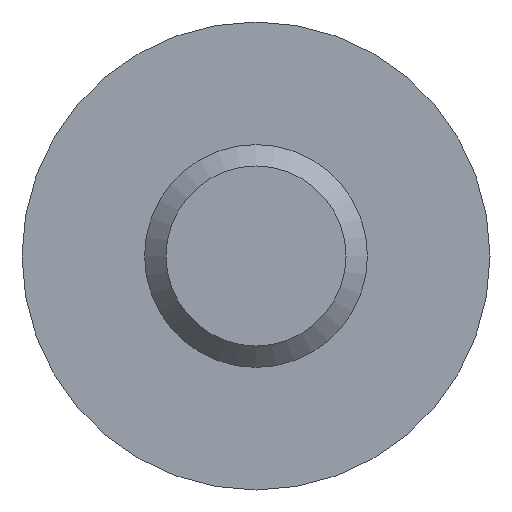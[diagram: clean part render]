
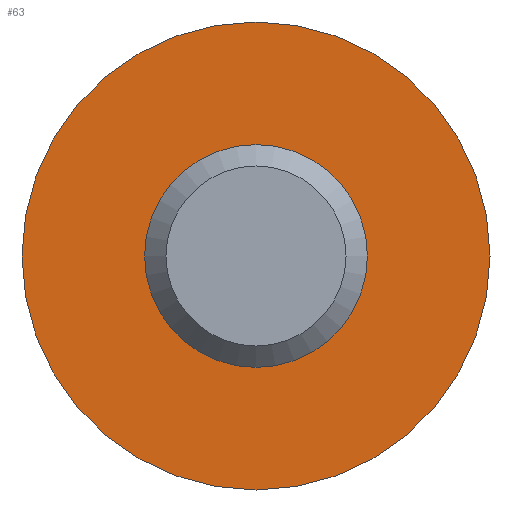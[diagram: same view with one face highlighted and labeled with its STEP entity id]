
A CAD part, front view. The second image highlights one B-rep face of the part: STEP entity #63.
In plain terms, the highlighted planar face has unit normal (0, -1, 0).
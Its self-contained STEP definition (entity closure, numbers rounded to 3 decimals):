
#63 = ADVANCED_FACE( '', ( #131, #132 ), #133, .F. );
#131 = FACE_BOUND( '', #199, .T. );
#132 = FACE_OUTER_BOUND( '', #200, .T. );
#133 = PLANE( '', #201 );
#199 = EDGE_LOOP( '', ( #295 ) );
#200 = EDGE_LOOP( '', ( #296 ) );
#201 = AXIS2_PLACEMENT_3D( '', #297, #298, #299 );
#295 = ORIENTED_EDGE( '', *, *, #370, .F. );
#296 = ORIENTED_EDGE( '', *, *, #378, .T. );
#297 = CARTESIAN_POINT( '', ( 8.4, 0., 0. ) );
#298 = DIRECTION( '', ( 0., 1., 0. ) );
#299 = DIRECTION( '', ( 0., 0., 1. ) );
#370 = EDGE_CURVE( '', #432, #432, #433, .T. );
#378 = EDGE_CURVE( '', #443, #443, #444, .T. );
#432 = VERTEX_POINT( '', #507 );
#433 = CIRCLE( '', #508, 3.6 );
#443 = VERTEX_POINT( '', #518 );
#444 = CIRCLE( '', #519, 8.4 );
#507 = CARTESIAN_POINT( '', ( 0., 0., -3.6 ) );
#508 = AXIS2_PLACEMENT_3D( '', #568, #569, #570 );
#518 = CARTESIAN_POINT( '', ( 0., 0., -8.4 ) );
#519 = AXIS2_PLACEMENT_3D( '', #577, #578, #579 );
#568 = CARTESIAN_POINT( '', ( 0., 0., 0. ) );
#569 = DIRECTION( '', ( 0., -1., 0. ) );
#570 = DIRECTION( '', ( 0., 0., -1. ) );
#577 = CARTESIAN_POINT( '', ( 0., 0., 0. ) );
#578 = DIRECTION( '', ( 0., -1., 0. ) );
#579 = DIRECTION( '', ( 0., 0., -1. ) );
